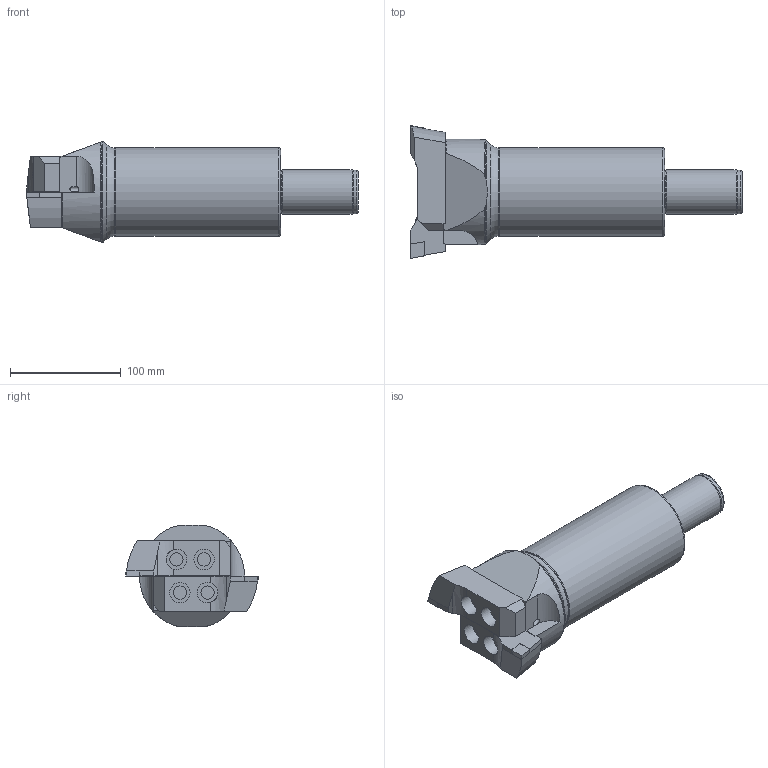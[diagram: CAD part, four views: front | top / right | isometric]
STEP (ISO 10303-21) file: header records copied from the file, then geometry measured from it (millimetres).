
FILE_DESCRIPTION(/* description */ (''),/* implementation_level */ '2;1');
FILE_NAME(/* name */ 'ABHR-D120x160-W40-L300-CC12.stp',/* time_stamp */ '2023-10-16T14:36:05+03:00',/* author */ (''),/* organization */ (''),/* preprocessor_version */ 'ST-DEVELOPER v19.4',/* originating_system */ 'SIEMENS PLM Software NX2306.3001',/* authorisation */ '');
FILE_SCHEMA (('AP203_CONFIGURATION_CONTROLLED_3D_DESIGN_OF_MECHANICAL_PARTS_AND_ASSEMBLIES_MIM_LF { 1 0 10303 403 2 1 2}'));
Length unit declared in the file: millimetre
Products named in the file (1): model1
Bounding box: 300 x 119.99 x 91.66 mm (x, y, z)
Volume: 1253279.3 mm3; surface area: 90643.4 mm2
Topology: 3 solids, 3 shells, 107 faces, 286 edges, 182 vertices
Faces by surface type: plane 57, cylinder 23, cone 21, torus 6
Full cylindrical faces by diameter (mm): 5 x2, 12 x4, 18.5 x4, 39.5 x2, 40 x1, 79.8 x1, 80 x1
Entity records: 3962 total; most frequent: CARTESIAN_POINT 654, DIRECTION 512, ORIENTED_EDGE 478, EDGE_CURVE 239, AXIS2_PLACEMENT_3D 187, VERTEX_POINT 171, LINE 138, VECTOR 138
